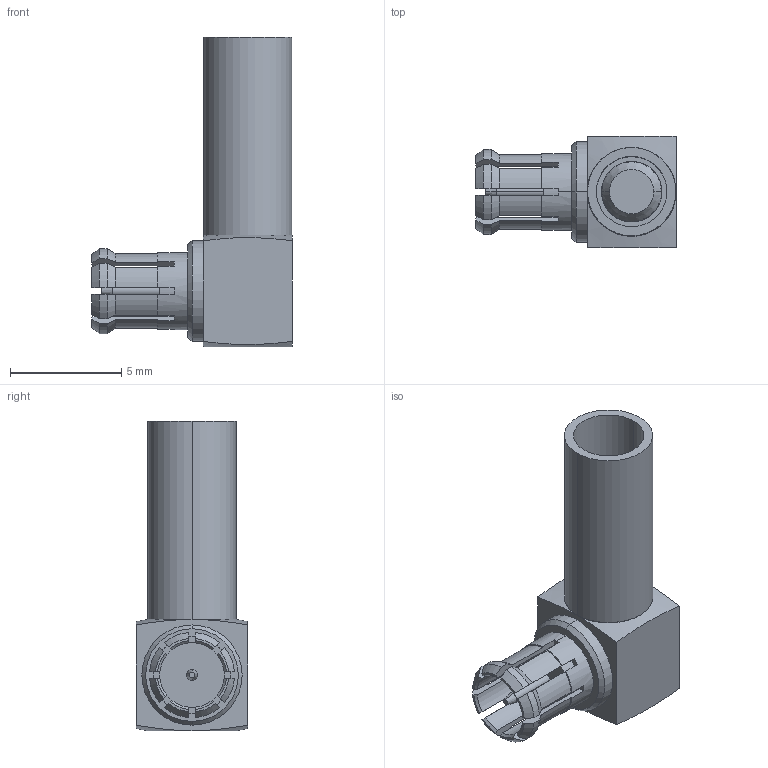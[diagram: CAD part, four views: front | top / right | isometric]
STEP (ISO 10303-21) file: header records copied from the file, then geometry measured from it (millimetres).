
FILE_DESCRIPTION((''),'2;1');
FILE_NAME('PRT0001','2021-08-31T',('1111'),(''),'PRO/ENGINEER BY PARAMETRIC TECHNOLOGY CORPORATION, 2012090','PRO/ENGINEER BY PARAMETRIC TECHNOLOGY CORPORATION, 2012090','');
FILE_SCHEMA(('CONFIG_CONTROL_DESIGN'));
Length unit declared in the file: millimetre
Products named in the file (1): PRT0001
Bounding box: 9 x 5 x 13.9 mm (x, y, z)
Volume: 200.6 mm3; surface area: 477.2 mm2
Topology: 1 solids, 1 shells, 2030 faces, 4580 edges, 2558 vertices
Faces by surface type: plane 952, extrusion 720, cylinder 324, cone 34
Entity records: 65291 total; most frequent: CARTESIAN_POINT 27575, ORIENTED_EDGE 9160, DIRECTION 4710, EDGE_CURVE 4580, B_SPLINE_CURVE_WITH_KNOTS 4100, VERTEX_POINT 2558, EDGE_LOOP 2036, FACE_OUTER_BOUND 2030
